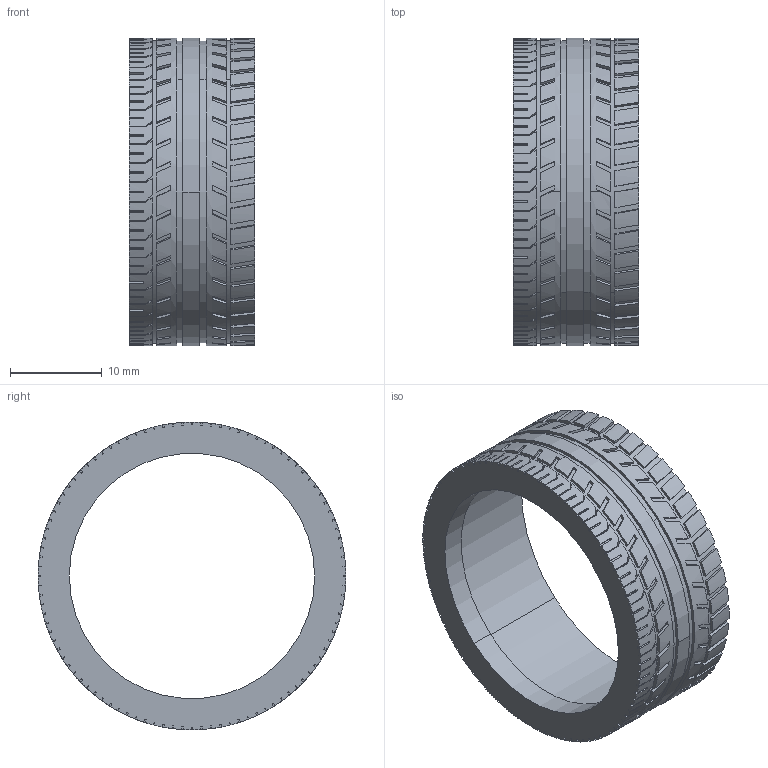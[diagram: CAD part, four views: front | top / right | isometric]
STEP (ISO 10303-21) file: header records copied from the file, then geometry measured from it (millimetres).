
FILE_DESCRIPTION((''),'2;1');
FILE_NAME('01-00_6','2025-02-20T15:01:33',('qinghui.yi'),(''),'CREO PARAMETRIC BY PTC INC, 2019164','CREO PARAMETRIC BY PTC INC, 2019164','');
FILE_SCHEMA(('CONFIG_CONTROL_DESIGN','SHAPE_APPEARANCE_LAYERS_GROUPS'));
Length unit declared in the file: millimetre
Products named in the file (1): 01-00_6
Bounding box: 13.7 x 33.6 x 33.6 mm (x, y, z)
Volume: 2429.2 mm3; surface area: 3886.3 mm2
Topology: 1 solids, 1 shells, 1125 faces, 3390 edges, 2272 vertices
Faces by surface type: plane 962, cylinder 163
Entity records: 48909 total; most frequent: CARTESIAN_POINT 8230, ORIENTED_EDGE 6780, DIRECTION 5936, PRESENTATION_STYLE_ASSIGNMENT 3391, STYLED_ITEM 3391, CURVE_STYLE 3390, EDGE_CURVE 3390, VERTEX_POINT 2272
